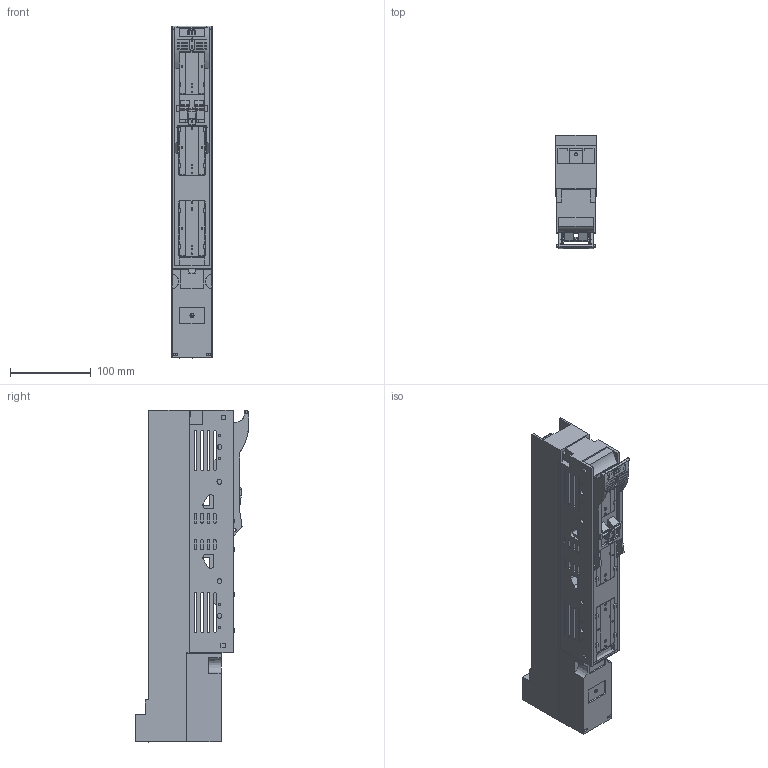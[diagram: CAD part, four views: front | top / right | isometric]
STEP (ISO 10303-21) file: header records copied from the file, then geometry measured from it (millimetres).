
FILE_DESCRIPTION((''),'2;1');
FILE_NAME('SL00_3X3_100_F_HA_ASM','2021-04-15T',('marketing.praksa'),('Audax d.o.o.'),'CREO PARAMETRIC BY PTC INC, 2017480','CREO PARAMETRIC BY PTC INC, 2017480','');
FILE_SCHEMA(('AUTOMOTIVE_DESIGN { 1 0 10303 214 1 1 1 1 }'));
Products named in the file (13): 804114_L01_LEISTENUNTERTEIL_U-S; 33784_L_LEISTENOBERTEIL_SL00_10; 804116_L01_LEISTENDECKEL_KPL__D; 33783_L_ANSCHLUSSRAUMABDECKUNG_; 32393_L_CLIP_FIRMENLOGO; 66901_SPANNSCHEIBE_DIN_6796-8_4; 68389_L_SECHSKANSTSCHRAUB-51126; 68389_L_SECHSKANSTSCHRAUB-52548; 66901_SPANNSCHEIBE_DIN_67-53970; 66901_SPANNSCHEIBE_DIN_67-54151; PRT0119; 68389_L_SECHSKANSTSCHRAUB-54332; SL00_3X3_100_F_HA_ASM
Assembly tree (12 placements, depth 2):
  SL00_3X3_100_F_HA_ASM
    804114_L01_LEISTENUNTERTEIL_U-S
    33784_L_LEISTENOBERTEIL_SL00_10
    804116_L01_LEISTENDECKEL_KPL__D
    33783_L_ANSCHLUSSRAUMABDECKUNG_
    32393_L_CLIP_FIRMENLOGO
    66901_SPANNSCHEIBE_DIN_6796-8_4
    68389_L_SECHSKANSTSCHRAUB-51126
    68389_L_SECHSKANSTSCHRAUB-52548
    66901_SPANNSCHEIBE_DIN_67-53970
    66901_SPANNSCHEIBE_DIN_67-54151
    PRT0119
    68389_L_SECHSKANSTSCHRAUB-54332
Bounding box: 50 x 140.69 x 410 mm (x, y, z)
Volume: 1396773.7 mm3; surface area: 389871.2 mm2
Topology: 14 solids, 14 shells, 1683 faces, 5119 edges, 3425 vertices
Faces by surface type: plane 1142, cylinder 375, cone 98, torus 36, bspline 28, extrusion 4
Entity records: 87290 total; most frequent: CARTESIAN_POINT 12411, ORIENTED_EDGE 10238, DIRECTION 9256, PRESENTATION_STYLE_ASSIGNMENT 6820, STYLED_ITEM 6820, CURVE_STYLE 5123, EDGE_CURVE 5119, VECTOR 3840
